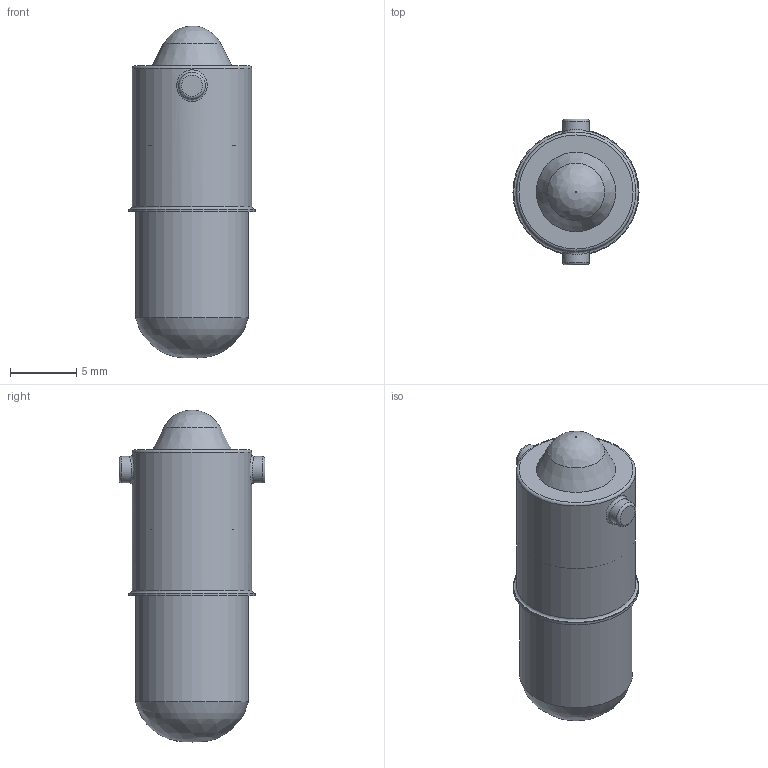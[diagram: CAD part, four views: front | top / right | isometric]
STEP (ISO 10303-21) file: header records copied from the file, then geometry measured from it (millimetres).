
FILE_DESCRIPTION(('FreeCAD Model'),'2;1');
FILE_NAME('Open CASCADE Shape Model','2025-05-04T13:33:14',('FreeCAD'),( 'FreeCAD'),'Open CASCADE STEP processor 7.6','FreeCAD','Unknown');
FILE_SCHEMA(('AUTOMOTIVE_DESIGN { 1 0 10303 214 1 1 1 1 }'));
Length unit declared in the file: millimetre
Products named in the file (1): Open CASCADE STEP translator 7.6 1
Bounding box: 9.5 x 11 x 25.03 mm (x, y, z)
Volume: 792.4 mm3; surface area: 1813.4 mm2
Topology: 6 solids, 6 shells, 46 faces, 95 edges, 64 vertices
Faces by surface type: cylinder 19, plane 16, bspline 6, torus 4, cone 1
Full cylindrical faces by diameter (mm): 0.5 x10, 2 x2, 7 x2, 8.1 x1, 8.5 x1, 8.9 x1, 9 x1, 9.5 x1
Entity records: 1690 total; most frequent: CARTESIAN_POINT 689, DIRECTION 222, ORIENTED_EDGE 184, AXIS2_PLACEMENT_3D 101, EDGE_CURVE 92, VERTEX_POINT 64, FACE_BOUND 58, EDGE_LOOP 58
